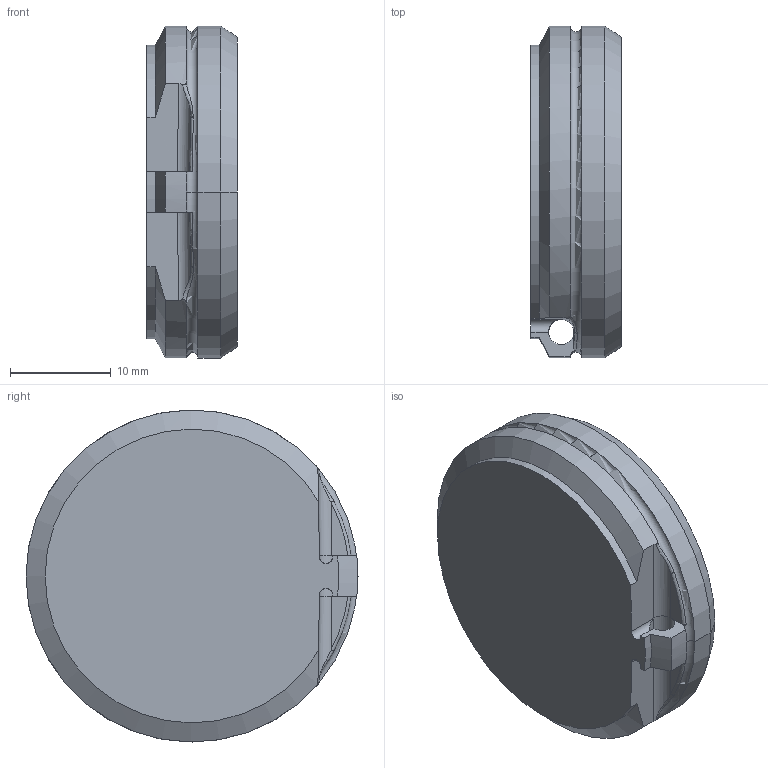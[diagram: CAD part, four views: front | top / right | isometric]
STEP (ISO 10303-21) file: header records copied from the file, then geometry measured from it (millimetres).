
FILE_DESCRIPTION((''),'2;1');
FILE_NAME('CASE_BTM1','2016-09-18T',('yangxijun'),(''),'PRO/ENGINEER BY PARAMETRIC TECHNOLOGY CORPORATION, 2010280','PRO/ENGINEER BY PARAMETRIC TECHNOLOGY CORPORATION, 2010280','');
FILE_SCHEMA(('AUTOMOTIVE_DESIGN_CC2 { 1 2 10303 214 -1 1 5 2 }'));
Length unit declared in the file: millimetre
Products named in the file (1): CASE_BTM1
Bounding box: 9 x 33 x 33 mm (x, y, z)
Volume: 2020.6 mm3; surface area: 3204.1 mm2
Topology: 1 solids, 1 shells, 61 faces, 169 edges, 101 vertices
Faces by surface type: cone 22, plane 14, cylinder 13, bspline 10, torus 2
Entity records: 3836 total; most frequent: CARTESIAN_POINT 2364, ORIENTED_EDGE 306, DIRECTION 260, EDGE_CURVE 153, AXIS2_PLACEMENT_3D 102, VERTEX_POINT 101, EDGE_LOOP 70, FACE_OUTER_BOUND 61
